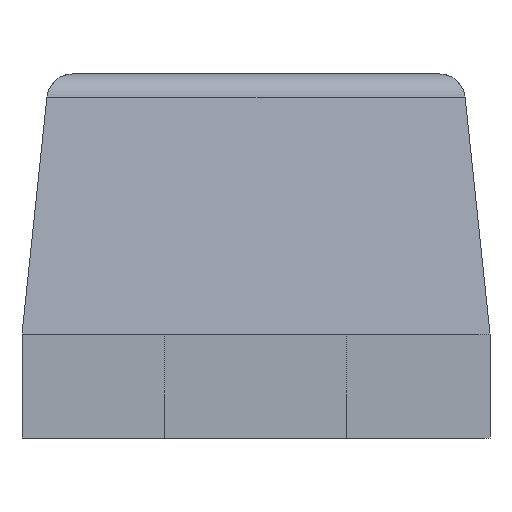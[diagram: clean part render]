
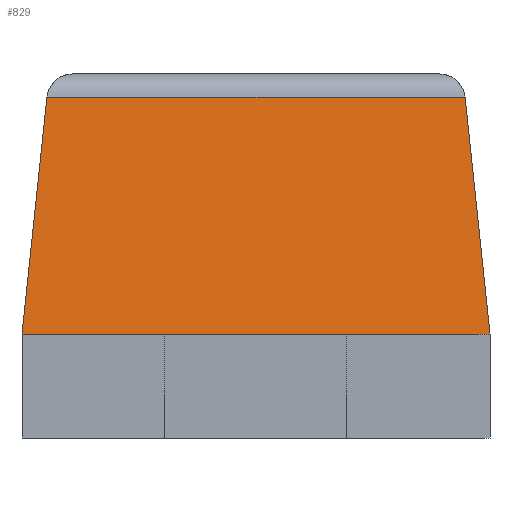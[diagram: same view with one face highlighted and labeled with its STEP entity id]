
A CAD part, left-side view. The second image highlights one B-rep face of the part: STEP entity #829.
In plain terms, the highlighted planar face has unit normal (-0.995, 0, 0.104).
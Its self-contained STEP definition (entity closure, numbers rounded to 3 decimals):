
#5 = CARTESIAN_POINT ( 'NONE',  ( -0.591, 0.391, 0.761 ) ) ;
#8 = LINE ( 'NONE', #496, #493 ) ;
#32 = VECTOR ( 'NONE', #1002, 1000. ) ;
#34 = DIRECTION ( 'NONE',  ( -0.995, 0., 0.105 ) ) ;
#38 = FACE_OUTER_BOUND ( 'NONE', #255, .T. ) ;
#61 = ORIENTED_EDGE ( 'NONE', *, *, #168, .T. ) ;
#82 = DIRECTION ( 'NONE',  ( -0.104, 0.104, -0.989 ) ) ;
#108 = CARTESIAN_POINT ( 'NONE',  ( -0.597, 0., 0.7 ) ) ;
#140 = VERTEX_POINT ( 'NONE', #600 ) ;
#168 = EDGE_CURVE ( 'NONE', #862, #404, #703, .T. ) ;
#196 = CARTESIAN_POINT ( 'NONE',  ( -0.602, 0.402, 0.655 ) ) ;
#211 = ORIENTED_EDGE ( 'NONE', *, *, #972, .T. ) ;
#214 = CARTESIAN_POINT ( 'NONE',  ( -0.602, -0.402, 0.655 ) ) ;
#255 = EDGE_LOOP ( 'NONE', ( #737, #211, #61, #879, #611, #935 ) ) ;
#404 = VERTEX_POINT ( 'NONE', #467 ) ;
#421 = LINE ( 'NONE', #572, #774 ) ;
#423 = VECTOR ( 'NONE', #82, 1000. ) ;
#441 = VERTEX_POINT ( 'NONE', #588 ) ;
#467 = CARTESIAN_POINT ( 'NONE',  ( -0.65, 0.45, 0.2 ) ) ;
#485 = VERTEX_POINT ( 'NONE', #214 ) ;
#493 = VECTOR ( 'NONE', #713, 1000. ) ;
#496 = CARTESIAN_POINT ( 'NONE',  ( -0.602, 0., 0.655 ) ) ;
#534 = EDGE_CURVE ( 'NONE', #485, #140, #830, .T. ) ;
#572 = CARTESIAN_POINT ( 'NONE',  ( -0.65, 0.175, 0.2 ) ) ;
#588 = CARTESIAN_POINT ( 'NONE',  ( -0.65, -0.175, 0.2 ) ) ;
#590 = CARTESIAN_POINT ( 'NONE',  ( -0.65, 0.45, 0.2 ) ) ;
#596 = EDGE_CURVE ( 'NONE', #140, #441, #864, .T. ) ;
#597 = VECTOR ( 'NONE', #698, 1000. ) ;
#600 = CARTESIAN_POINT ( 'NONE',  ( -0.65, -0.45, 0.2 ) ) ;
#611 = ORIENTED_EDGE ( 'NONE', *, *, #714, .F. ) ;
#661 = VERTEX_POINT ( 'NONE', #964 ) ;
#668 = DIRECTION ( 'NONE',  ( 0., 1., 0. ) ) ;
#689 = CARTESIAN_POINT ( 'NONE',  ( -0.593, -0.393, 0.741 ) ) ;
#698 = DIRECTION ( 'NONE',  ( 0., 1., 0. ) ) ;
#703 = LINE ( 'NONE', #5, #423 ) ;
#713 = DIRECTION ( 'NONE',  ( 0., 1., 0. ) ) ;
#714 = EDGE_CURVE ( 'NONE', #441, #661, #421, .T. ) ;
#728 = PLANE ( 'NONE',  #843 ) ;
#737 = ORIENTED_EDGE ( 'NONE', *, *, #534, .F. ) ;
#774 = VECTOR ( 'NONE', #975, 1000. ) ;
#777 = CARTESIAN_POINT ( 'NONE',  ( -0.65, 0.45, 0.2 ) ) ;
#810 = VECTOR ( 'NONE', #909, 1000. ) ;
#815 = LINE ( 'NONE', #590, #810 ) ;
#829 = ADVANCED_FACE ( 'NONE', ( #38 ), #728, .T. ) ;
#830 = LINE ( 'NONE', #689, #32 ) ;
#843 = AXIS2_PLACEMENT_3D ( 'NONE', #108, #34, #668 ) ;
#862 = VERTEX_POINT ( 'NONE', #196 ) ;
#864 = LINE ( 'NONE', #777, #597 ) ;
#879 = ORIENTED_EDGE ( 'NONE', *, *, #945, .F. ) ;
#909 = DIRECTION ( 'NONE',  ( 0., 1., 0. ) ) ;
#935 = ORIENTED_EDGE ( 'NONE', *, *, #596, .F. ) ;
#945 = EDGE_CURVE ( 'NONE', #661, #404, #815, .T. ) ;
#964 = CARTESIAN_POINT ( 'NONE',  ( -0.65, 0.175, 0.2 ) ) ;
#972 = EDGE_CURVE ( 'NONE', #485, #862, #8, .T. ) ;
#975 = DIRECTION ( 'NONE',  ( 0., 1., 0. ) ) ;
#1002 = DIRECTION ( 'NONE',  ( -0.104, -0.104, -0.989 ) ) ;
